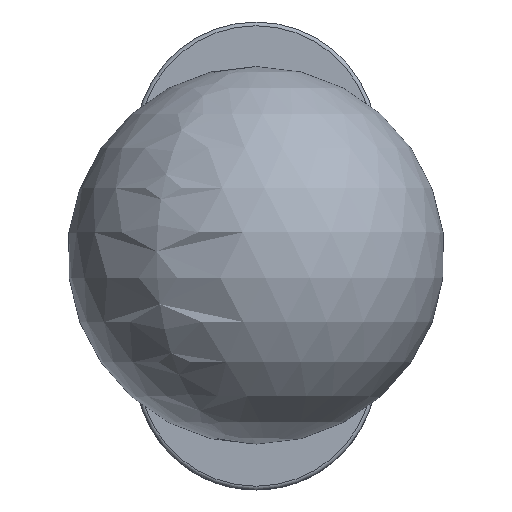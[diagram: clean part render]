
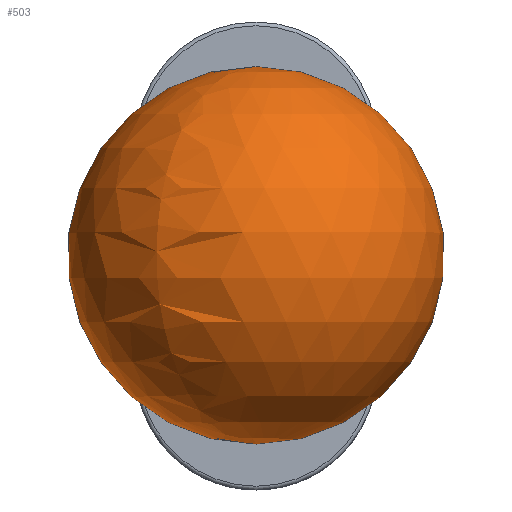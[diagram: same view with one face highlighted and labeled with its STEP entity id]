
A CAD part, top view. The second image highlights one B-rep face of the part: STEP entity #503.
In plain terms, the highlighted spherical face has radius 25 mm.
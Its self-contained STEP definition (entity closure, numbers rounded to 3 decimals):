
#503 = ADVANCED_FACE ( 'NONE', ( #6677 ), #6285, .T. ) ;
#882 = EDGE_CURVE ( 'NONE', #13169, #13169, #13936, .T. ) ;
#1266 = CARTESIAN_POINT ( 'NONE',  ( 11.111, 0., 27.605 ) ) ;
#1352 = DIRECTION ( 'NONE',  ( 0., -1., 0. ) ) ;
#2643 = DIRECTION ( 'NONE',  ( 0., 0., 1. ) ) ;
#3633 = AXIS2_PLACEMENT_3D ( 'NONE', #7491, #2643, #14184 ) ;
#5026 = DIRECTION ( 'NONE',  ( 1., 0., 0. ) ) ;
#6285 = SPHERICAL_SURFACE ( 'NONE', #7063, 25. ) ;
#6677 = FACE_OUTER_BOUND ( 'NONE', #9493, .T. ) ;
#7063 = AXIS2_PLACEMENT_3D ( 'NONE', #16001, #1352, #5026 ) ;
#7491 = CARTESIAN_POINT ( 'NONE',  ( 0., 0., 27.605 ) ) ;
#9493 = EDGE_LOOP ( 'NONE', ( #11281 ) ) ;
#11281 = ORIENTED_EDGE ( 'NONE', *, *, #882, .T. ) ;
#13169 = VERTEX_POINT ( 'NONE', #1266 ) ;
#13936 = CIRCLE ( 'NONE', #3633, 11.111 ) ;
#14184 = DIRECTION ( 'NONE',  ( 1., 0., 0. ) ) ;
#16001 = CARTESIAN_POINT ( 'NONE',  ( 0., 0., 50. ) ) ;
